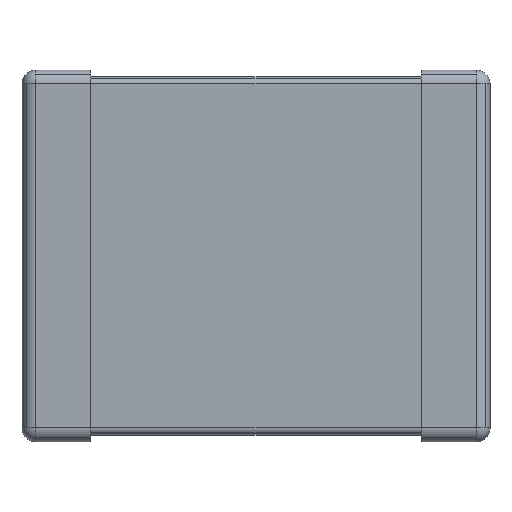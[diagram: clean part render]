
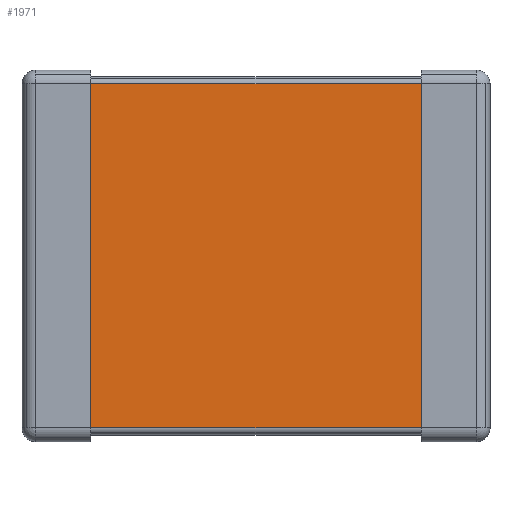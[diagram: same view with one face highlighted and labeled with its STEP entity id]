
A CAD part, top view. The second image highlights one B-rep face of the part: STEP entity #1971.
In plain terms, the highlighted planar face has unit normal (0, 0, 1).
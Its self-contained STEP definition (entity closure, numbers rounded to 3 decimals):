
#1559=CARTESIAN_POINT('',(-1.2,1.25,1.35));
#1560=VERTEX_POINT('',#1559);
#1568=CARTESIAN_POINT('',(1.2,1.25,1.35));
#1569=VERTEX_POINT('',#1568);
#1570=CARTESIAN_POINT('',(-1.2,1.25,1.35));
#1571=DIRECTION('',(1.0,0.0,0.0));
#1572=VECTOR('',#1571,2.4);
#1573=LINE('',#1570,#1572);
#1574=EDGE_CURVE('',#1560,#1569,#1573,.T.);
#1643=CARTESIAN_POINT('',(1.2,-1.25,1.35));
#1644=VERTEX_POINT('',#1643);
#1652=CARTESIAN_POINT('',(-1.2,-1.25,1.35));
#1653=VERTEX_POINT('',#1652);
#1654=CARTESIAN_POINT('',(1.2,-1.25,1.35));
#1655=DIRECTION('',(-1.0,0.0,0.0));
#1656=VECTOR('',#1655,2.4);
#1657=LINE('',#1654,#1656);
#1658=EDGE_CURVE('',#1644,#1653,#1657,.T.);
#1767=CARTESIAN_POINT('',(-1.2,-1.25,1.35));
#1768=DIRECTION('',(0.0,1.0,0.0));
#1769=VECTOR('',#1768,2.5);
#1770=LINE('',#1767,#1769);
#1771=EDGE_CURVE('',#1653,#1560,#1770,.T.);
#1906=CARTESIAN_POINT('',(1.2,1.25,1.35));
#1907=DIRECTION('',(0.0,-1.0,0.0));
#1908=VECTOR('',#1907,2.5);
#1909=LINE('',#1906,#1908);
#1910=EDGE_CURVE('',#1569,#1644,#1909,.T.);
#1960=CARTESIAN_POINT('',(0.,0.,1.35));
#1961=DIRECTION('',(0.0,0.0,1.0));
#1962=DIRECTION('',(1.0,0.0,0.0));
#1963=AXIS2_PLACEMENT_3D('',#1960,#1961,#1962);
#1964=PLANE('',#1963);
#1965=ORIENTED_EDGE('',*,*,#1658,.F.);
#1966=ORIENTED_EDGE('',*,*,#1910,.F.);
#1967=ORIENTED_EDGE('',*,*,#1574,.F.);
#1968=ORIENTED_EDGE('',*,*,#1771,.F.);
#1969=EDGE_LOOP('',(#1965,#1966,#1967,#1968));
#1970=FACE_OUTER_BOUND('',#1969,.T.);
#1971=ADVANCED_FACE('',(#1970),#1964,.T.);
